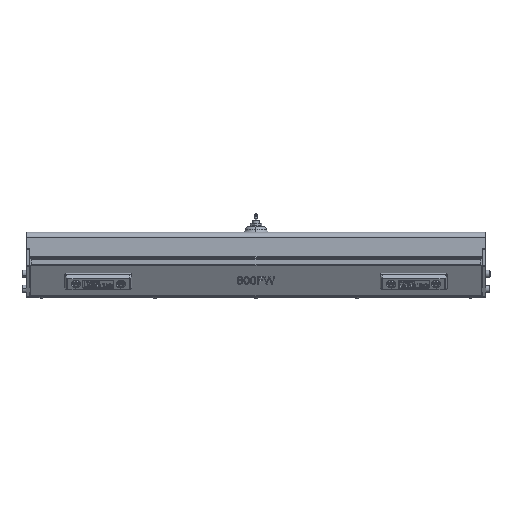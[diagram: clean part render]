
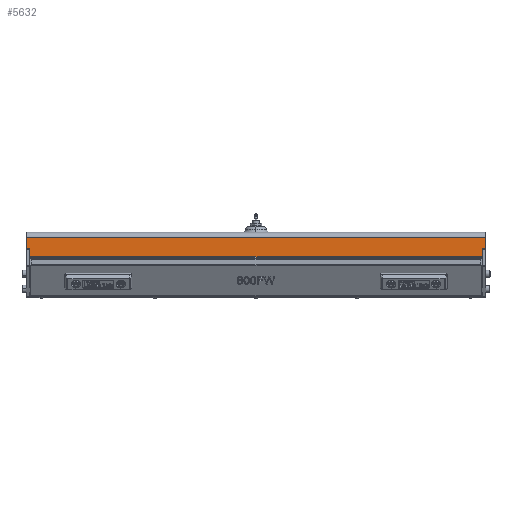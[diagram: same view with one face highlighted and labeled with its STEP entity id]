
A CAD part, top view. The second image highlights one B-rep face of the part: STEP entity #5632.
In plain terms, the highlighted face is planar.
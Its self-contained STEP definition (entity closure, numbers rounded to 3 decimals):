
#168 = DIRECTION ( 'NONE',  ( 0., 1., 0. ) ) ;
#809 = ORIENTED_EDGE ( 'NONE', *, *, #1371, .T. ) ;
#936 = CARTESIAN_POINT ( 'NONE',  ( -49., 122., 408.75 ) ) ;
#1036 = EDGE_CURVE ( 'NONE', #21377, #27730, #9215, .T. ) ;
#1371 = EDGE_CURVE ( 'NONE', #29268, #21377, #4984, .T. ) ;
#1985 = CARTESIAN_POINT ( 'NONE',  ( -15., 122., 402.75 ) ) ;
#2185 = ORIENTED_EDGE ( 'NONE', *, *, #30684, .T. ) ;
#2927 = DIRECTION ( 'NONE',  ( 1., 0., 0. ) ) ;
#3495 = EDGE_CURVE ( 'NONE', #26306, #12401, #22782, .T. ) ;
#4375 = CARTESIAN_POINT ( 'NONE',  ( -28.5, 122., 402.75 ) ) ;
#4493 = VECTOR ( 'NONE', #24734, 1000. ) ;
#4984 = LINE ( 'NONE', #7321, #11265 ) ;
#5632 = ADVANCED_FACE ( 'NONE', ( #25177 ), #12851, .T. ) ;
#6729 = ORIENTED_EDGE ( 'NONE', *, *, #1036, .T. ) ;
#6922 = CARTESIAN_POINT ( 'NONE',  ( -28.5, 122., 408.75 ) ) ;
#7321 = CARTESIAN_POINT ( 'NONE',  ( -32., 122., -408.75 ) ) ;
#7513 = CARTESIAN_POINT ( 'NONE',  ( -32., 122., -402.75 ) ) ;
#7973 = VECTOR ( 'NONE', #15021, 1000. ) ;
#9215 = LINE ( 'NONE', #29222, #13734 ) ;
#9508 = ORIENTED_EDGE ( 'NONE', *, *, #11705, .T. ) ;
#9839 = CARTESIAN_POINT ( 'NONE',  ( -49., 122., -408.75 ) ) ;
#11265 = VECTOR ( 'NONE', #15162, 1000. ) ;
#11389 = DIRECTION ( 'NONE',  ( 0., 0., 1. ) ) ;
#11705 = EDGE_CURVE ( 'NONE', #12401, #18372, #25461, .T. ) ;
#11986 = CARTESIAN_POINT ( 'NONE',  ( -15., 122., -402.75 ) ) ;
#12264 = VERTEX_POINT ( 'NONE', #21552 ) ;
#12356 = DIRECTION ( 'NONE',  ( 0., 0., 1. ) ) ;
#12366 = LINE ( 'NONE', #7513, #7973 ) ;
#12401 = VERTEX_POINT ( 'NONE', #4375 ) ;
#12851 = PLANE ( 'NONE',  #22609 ) ;
#13734 = VECTOR ( 'NONE', #11389, 1000. ) ;
#14191 = EDGE_CURVE ( 'NONE', #30269, #12264, #12366, .T. ) ;
#14317 = CARTESIAN_POINT ( 'NONE',  ( -32., 122., 408.75 ) ) ;
#14531 = LINE ( 'NONE', #29862, #19610 ) ;
#15021 = DIRECTION ( 'NONE',  ( -1., 0., 0. ) ) ;
#15162 = DIRECTION ( 'NONE',  ( -1., 0., 0. ) ) ;
#18372 = VERTEX_POINT ( 'NONE', #1985 ) ;
#19175 = CARTESIAN_POINT ( 'NONE',  ( -49., 122., -408.75 ) ) ;
#19559 = DIRECTION ( 'NONE',  ( 0., 0., -1. ) ) ;
#19610 = VECTOR ( 'NONE', #19559, 1000. ) ;
#19613 = EDGE_CURVE ( 'NONE', #12264, #29268, #19742, .T. ) ;
#19742 = LINE ( 'NONE', #32899, #4493 ) ;
#19992 = VECTOR ( 'NONE', #29656, 1000. ) ;
#20337 = EDGE_CURVE ( 'NONE', #27730, #26306, #30145, .T. ) ;
#20721 = VECTOR ( 'NONE', #2927, 1000. ) ;
#21377 = VERTEX_POINT ( 'NONE', #19175 ) ;
#21552 = CARTESIAN_POINT ( 'NONE',  ( -28.5, 122., -402.75 ) ) ;
#22609 = AXIS2_PLACEMENT_3D ( 'NONE', #9839, #168, #12356 ) ;
#22782 = LINE ( 'NONE', #25095, #31514 ) ;
#24734 = DIRECTION ( 'NONE',  ( 0., 0., -1. ) ) ;
#25095 = CARTESIAN_POINT ( 'NONE',  ( -28.5, 122., 0. ) ) ;
#25177 = FACE_OUTER_BOUND ( 'NONE', #25718, .T. ) ;
#25461 = LINE ( 'NONE', #32956, #20721 ) ;
#25718 = EDGE_LOOP ( 'NONE', ( #32694, #9508, #2185, #26274, #32052, #809, #6729, #27653 ) ) ;
#26274 = ORIENTED_EDGE ( 'NONE', *, *, #14191, .T. ) ;
#26306 = VERTEX_POINT ( 'NONE', #6922 ) ;
#27653 = ORIENTED_EDGE ( 'NONE', *, *, #20337, .T. ) ;
#27730 = VERTEX_POINT ( 'NONE', #936 ) ;
#27802 = CARTESIAN_POINT ( 'NONE',  ( -28.5, 122., -408.75 ) ) ;
#29222 = CARTESIAN_POINT ( 'NONE',  ( -49., 122., 0. ) ) ;
#29268 = VERTEX_POINT ( 'NONE', #27802 ) ;
#29656 = DIRECTION ( 'NONE',  ( 1., 0., 0. ) ) ;
#29862 = CARTESIAN_POINT ( 'NONE',  ( -15., 122., 0. ) ) ;
#30145 = LINE ( 'NONE', #14317, #19992 ) ;
#30269 = VERTEX_POINT ( 'NONE', #11986 ) ;
#30684 = EDGE_CURVE ( 'NONE', #18372, #30269, #14531, .T. ) ;
#31514 = VECTOR ( 'NONE', #32928, 1000. ) ;
#32052 = ORIENTED_EDGE ( 'NONE', *, *, #19613, .T. ) ;
#32694 = ORIENTED_EDGE ( 'NONE', *, *, #3495, .T. ) ;
#32899 = CARTESIAN_POINT ( 'NONE',  ( -28.5, 122., 0. ) ) ;
#32928 = DIRECTION ( 'NONE',  ( 0., 0., -1. ) ) ;
#32956 = CARTESIAN_POINT ( 'NONE',  ( -32., 122., 402.75 ) ) ;
